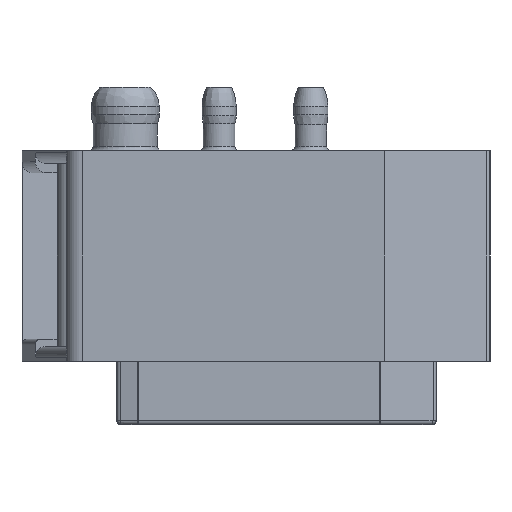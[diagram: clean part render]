
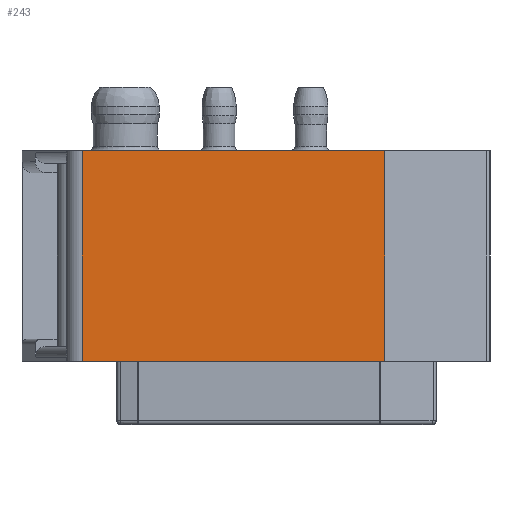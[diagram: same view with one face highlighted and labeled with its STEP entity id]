
A CAD part, left-side view. The second image highlights one B-rep face of the part: STEP entity #243.
In plain terms, the highlighted planar face has unit normal (-1, 0, 0).
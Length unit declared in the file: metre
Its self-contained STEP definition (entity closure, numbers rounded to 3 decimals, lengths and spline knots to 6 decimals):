
#243 = ADVANCED_FACE( '', ( #680 ), #681, .T. );
#680 = FACE_OUTER_BOUND( '', #1255, .T. );
#681 = PLANE( '', #1256 );
#1255 = EDGE_LOOP( '', ( #3105, #3106, #3107, #3108 ) );
#1256 = AXIS2_PLACEMENT_3D( '', #3109, #3110, #3111 );
#3105 = ORIENTED_EDGE( '', *, *, #3739, .T. );
#3106 = ORIENTED_EDGE( '', *, *, #4241, .F. );
#3107 = ORIENTED_EDGE( '', *, *, #4242, .T. );
#3108 = ORIENTED_EDGE( '', *, *, #3979, .T. );
#3109 = CARTESIAN_POINT( '', ( -0.0161, 0.021652, 0. ) );
#3110 = DIRECTION( '', ( -1., 0., 0. ) );
#3111 = DIRECTION( '', ( 0., 0., 1. ) );
#3739 = EDGE_CURVE( '', #4386, #4384, #4387, .T. );
#3979 = EDGE_CURVE( '', #4821, #4386, #4822, .T. );
#4241 = EDGE_CURVE( '', #5217, #4384, #5219, .T. );
#4242 = EDGE_CURVE( '', #5217, #4821, #5220, .T. );
#4384 = VERTEX_POINT( '', #5418 );
#4386 = VERTEX_POINT( '', #5421 );
#4387 = LINE( '', #5422, #5423 );
#4821 = VERTEX_POINT( '', #6081 );
#4822 = LINE( '', #6082, #6083 );
#5217 = VERTEX_POINT( '', #6810 );
#5219 = LINE( '', #6813, #6814 );
#5220 = LINE( '', #6815, #6816 );
#5418 = CARTESIAN_POINT( '', ( -0.0161, 0.0073, 0. ) );
#5421 = CARTESIAN_POINT( '', ( -0.0161, 0.021652, 0. ) );
#5422 = CARTESIAN_POINT( '', ( -0.0161, 0.021652, 0. ) );
#5423 = VECTOR( '', #7017, 1. );
#6081 = CARTESIAN_POINT( '', ( -0.0161, 0.021652, 0.01 ) );
#6082 = CARTESIAN_POINT( '', ( -0.0161, 0.021652, 0. ) );
#6083 = VECTOR( '', #7411, 1. );
#6810 = CARTESIAN_POINT( '', ( -0.0161, 0.0073, 0.01 ) );
#6813 = CARTESIAN_POINT( '', ( -0.0161, 0.0073, 0. ) );
#6814 = VECTOR( '', #7821, 1. );
#6815 = CARTESIAN_POINT( '', ( -0.0161, 0.021652, 0.01 ) );
#6816 = VECTOR( '', #7822, 1. );
#7017 = DIRECTION( '', ( 0., -1., 0. ) );
#7411 = DIRECTION( '', ( 0., 0., -1. ) );
#7821 = DIRECTION( '', ( 0., 0., -1. ) );
#7822 = DIRECTION( '', ( 0., 1., 0. ) );
